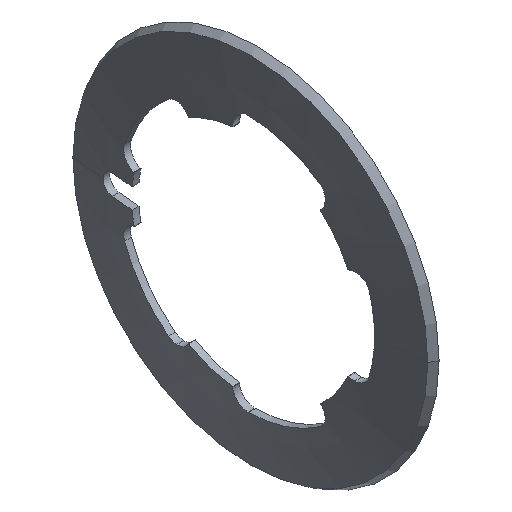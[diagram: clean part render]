
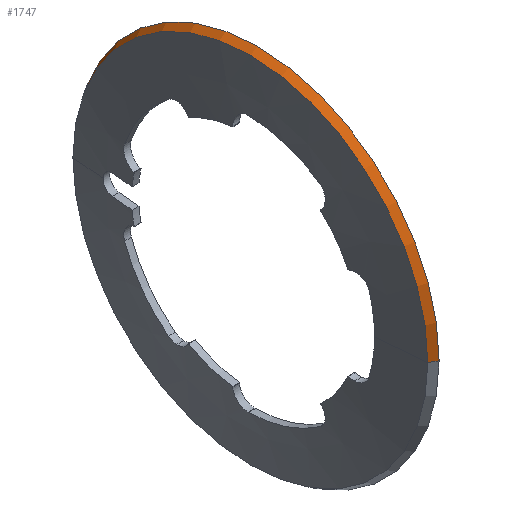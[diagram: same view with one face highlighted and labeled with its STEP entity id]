
A CAD part, isometric view. The second image highlights one B-rep face of the part: STEP entity #1747.
In plain terms, the highlighted conical face has half-angle 30 degrees and reference radius 32.15 mm.
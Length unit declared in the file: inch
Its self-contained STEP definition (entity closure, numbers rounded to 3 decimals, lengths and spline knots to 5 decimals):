
#48 = AXIS2_PLACEMENT_3D ( 'NONE', #960, #270, #850 ) ;
#87 = CARTESIAN_POINT ( 'NONE',  ( 0., -1.26575, 0. ) ) ;
#110 = DIRECTION ( 'NONE',  ( -1., 0., 0. ) ) ;
#137 = FACE_OUTER_BOUND ( 'NONE', #1665, .T. ) ;
#226 = VERTEX_POINT ( 'NONE', #1814 ) ;
#261 = VERTEX_POINT ( 'NONE', #862 ) ;
#270 = DIRECTION ( 'NONE',  ( 1., 0., 0. ) ) ;
#271 = VERTEX_POINT ( 'NONE', #1745 ) ;
#274 = EDGE_CURVE ( 'NONE', #226, #271, #805, .T. ) ;
#521 = EDGE_CURVE ( 'NONE', #271, #261, #680, .T. ) ;
#530 = EDGE_CURVE ( 'NONE', #226, #1766, #809, .T. ) ;
#553 = ORIENTED_EDGE ( 'NONE', *, *, #1073, .T. ) ;
#593 = CARTESIAN_POINT ( 'NONE',  ( -0.04995, 0., 0. ) ) ;
#680 = LINE ( 'NONE', #1264, #1214 ) ;
#805 = CIRCLE ( 'NONE', #1633, 1.23691 ) ;
#809 = LINE ( 'NONE', #87, #1089 ) ;
#821 = ORIENTED_EDGE ( 'NONE', *, *, #530, .T. ) ;
#843 = CONICAL_SURFACE ( 'NONE', #48, 1.26575, 0.524 ) ;
#850 = DIRECTION ( 'NONE',  ( 0., 1., 0. ) ) ;
#862 = CARTESIAN_POINT ( 'NONE',  ( 0., 1.26575, 0. ) ) ;
#874 = ORIENTED_EDGE ( 'NONE', *, *, #521, .F. ) ;
#905 = CIRCLE ( 'NONE', #1754, 1.26575 ) ;
#938 = DIRECTION ( 'NONE',  ( 0.866, -0.5, 0. ) ) ;
#960 = CARTESIAN_POINT ( 'NONE',  ( 0., 0., 0. ) ) ;
#1073 = EDGE_CURVE ( 'NONE', #1766, #261, #905, .T. ) ;
#1089 = VECTOR ( 'NONE', #938, 39.37008 ) ;
#1095 = DIRECTION ( 'NONE',  ( 0.866, 0.5, 0. ) ) ;
#1105 = DIRECTION ( 'NONE',  ( 0., -1., 0. ) ) ;
#1126 = CARTESIAN_POINT ( 'NONE',  ( 0., 0., 0. ) ) ;
#1173 = DIRECTION ( 'NONE',  ( 0., -1., 0. ) ) ;
#1214 = VECTOR ( 'NONE', #1095, 39.37008 ) ;
#1264 = CARTESIAN_POINT ( 'NONE',  ( 0., 1.26575, 0. ) ) ;
#1317 = ORIENTED_EDGE ( 'NONE', *, *, #274, .F. ) ;
#1633 = AXIS2_PLACEMENT_3D ( 'NONE', #593, #1846, #1173 ) ;
#1665 = EDGE_LOOP ( 'NONE', ( #1317, #821, #553, #874 ) ) ;
#1705 = CARTESIAN_POINT ( 'NONE',  ( 0., -1.26575, 0. ) ) ;
#1745 = CARTESIAN_POINT ( 'NONE',  ( -0.04995, 1.23691, 0. ) ) ;
#1747 = ADVANCED_FACE ( 'NONE', ( #137 ), #843, .T. ) ;
#1754 = AXIS2_PLACEMENT_3D ( 'NONE', #1126, #110, #1105 ) ;
#1766 = VERTEX_POINT ( 'NONE', #1705 ) ;
#1814 = CARTESIAN_POINT ( 'NONE',  ( -0.04995, -1.23691, 0. ) ) ;
#1846 = DIRECTION ( 'NONE',  ( -1., 0., 0. ) ) ;
